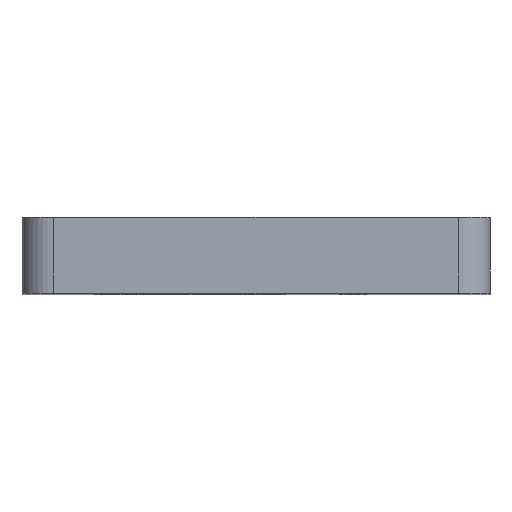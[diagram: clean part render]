
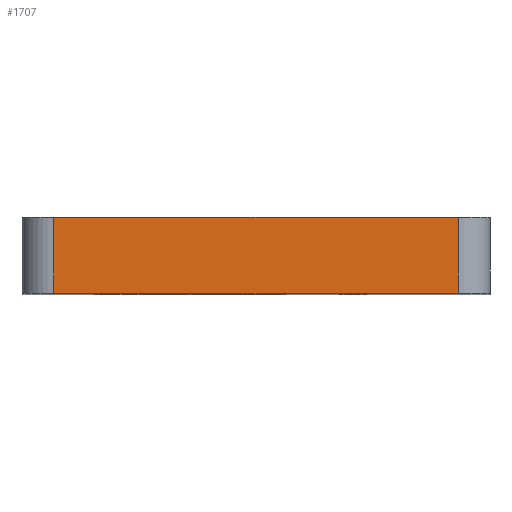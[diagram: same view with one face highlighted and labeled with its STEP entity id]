
A CAD part, top view. The second image highlights one B-rep face of the part: STEP entity #1707.
In plain terms, the highlighted planar face has unit normal (0, 0, 1).
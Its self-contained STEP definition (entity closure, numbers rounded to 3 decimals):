
#6 = CARTESIAN_POINT ( 'NONE',  ( -23.25, 7.541, 41.5 ) ) ;
#109 = VECTOR ( 'NONE', #1498, 1000. ) ;
#141 = VERTEX_POINT ( 'NONE', #151 ) ;
#151 = CARTESIAN_POINT ( 'NONE',  ( -20.075, 0., 41.5 ) ) ;
#166 = LINE ( 'NONE', #1861, #109 ) ;
#386 = CARTESIAN_POINT ( 'NONE',  ( 20.075, 7.541, 41.5 ) ) ;
#399 = ORIENTED_EDGE ( 'NONE', *, *, #2284, .T. ) ;
#405 = EDGE_CURVE ( 'NONE', #748, #1767, #166, .T. ) ;
#520 = ORIENTED_EDGE ( 'NONE', *, *, #1402, .F. ) ;
#544 = DIRECTION ( 'NONE',  ( -1., 0., 0. ) ) ;
#576 = ORIENTED_EDGE ( 'NONE', *, *, #405, .F. ) ;
#667 = VECTOR ( 'NONE', #1815, 1000. ) ;
#683 = LINE ( 'NONE', #1503, #1626 ) ;
#728 = CARTESIAN_POINT ( 'NONE',  ( -20.075, 7.541, 41.5 ) ) ;
#746 = CARTESIAN_POINT ( 'NONE',  ( 0., 0., 41.5 ) ) ;
#748 = VERTEX_POINT ( 'NONE', #728 ) ;
#814 = DIRECTION ( 'NONE',  ( 0., -1., 0. ) ) ;
#1093 = LINE ( 'NONE', #746, #667 ) ;
#1102 = AXIS2_PLACEMENT_3D ( 'NONE', #6, #1804, #544 ) ;
#1246 = EDGE_LOOP ( 'NONE', ( #576, #1349, #399, #520 ) ) ;
#1261 = FACE_OUTER_BOUND ( 'NONE', #1246, .T. ) ;
#1274 = PLANE ( 'NONE',  #1102 ) ;
#1331 = DIRECTION ( 'NONE',  ( 0., 1., 0. ) ) ;
#1349 = ORIENTED_EDGE ( 'NONE', *, *, #1478, .F. ) ;
#1402 = EDGE_CURVE ( 'NONE', #1767, #2242, #1748, .T. ) ;
#1478 = EDGE_CURVE ( 'NONE', #141, #748, #683, .T. ) ;
#1498 = DIRECTION ( 'NONE',  ( 1., 0., 0. ) ) ;
#1503 = CARTESIAN_POINT ( 'NONE',  ( -20.075, 7.541, 41.5 ) ) ;
#1626 = VECTOR ( 'NONE', #1331, 1000. ) ;
#1707 = ADVANCED_FACE ( 'NONE', ( #1261 ), #1274, .F. ) ;
#1748 = LINE ( 'NONE', #386, #2213 ) ;
#1767 = VERTEX_POINT ( 'NONE', #1952 ) ;
#1798 = CARTESIAN_POINT ( 'NONE',  ( 20.075, 0., 41.5 ) ) ;
#1804 = DIRECTION ( 'NONE',  ( 0., 0., -1. ) ) ;
#1815 = DIRECTION ( 'NONE',  ( 1., 0., 0. ) ) ;
#1861 = CARTESIAN_POINT ( 'NONE',  ( -23.25, 7.541, 41.5 ) ) ;
#1952 = CARTESIAN_POINT ( 'NONE',  ( 20.075, 7.541, 41.5 ) ) ;
#2213 = VECTOR ( 'NONE', #814, 1000. ) ;
#2242 = VERTEX_POINT ( 'NONE', #1798 ) ;
#2284 = EDGE_CURVE ( 'NONE', #141, #2242, #1093, .T. ) ;
